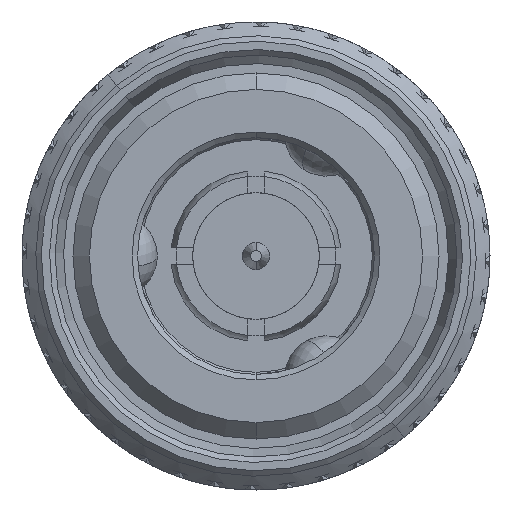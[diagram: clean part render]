
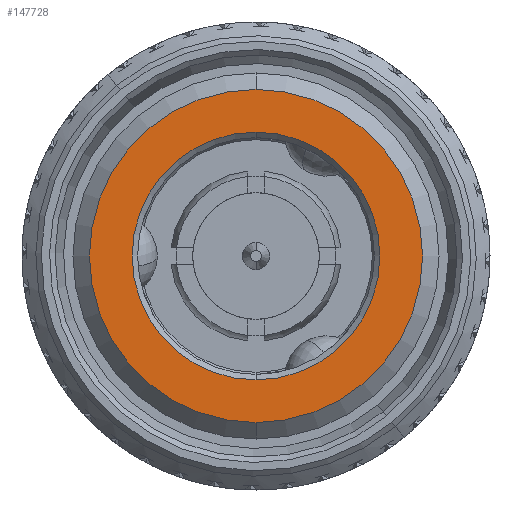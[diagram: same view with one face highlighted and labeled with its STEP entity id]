
A CAD part, left-side view. The second image highlights one B-rep face of the part: STEP entity #147728.
In plain terms, the highlighted planar face has unit normal (-1, 0, 0).
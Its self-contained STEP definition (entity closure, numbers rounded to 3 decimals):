
#1773 = DIRECTION ( 'NONE',  ( 1., 0., 0. ) ) ;
#10174 = AXIS2_PLACEMENT_3D ( 'NONE', #30248, #180996, #201048 ) ;
#16636 = EDGE_CURVE ( 'NONE', #69377, #115461, #214589, .T. ) ;
#19643 = CARTESIAN_POINT ( 'NONE',  ( 0., 0., 0. ) ) ;
#30248 = CARTESIAN_POINT ( 'NONE',  ( 0., 0., 0. ) ) ;
#30633 = AXIS2_PLACEMENT_3D ( 'NONE', #198099, #47362, #115422 ) ;
#30702 = EDGE_LOOP ( 'NONE', ( #134284, #126425 ) ) ;
#36447 = DIRECTION ( 'NONE',  ( 0., 0., 1. ) ) ;
#38576 = AXIS2_PLACEMENT_3D ( 'NONE', #19643, #1773, #36447 ) ;
#43508 = EDGE_CURVE ( 'NONE', #133355, #69348, #214331, .T. ) ;
#45170 = FACE_OUTER_BOUND ( 'NONE', #30702, .T. ) ;
#47362 = DIRECTION ( 'NONE',  ( -1., 0., 0. ) ) ;
#55783 = CARTESIAN_POINT ( 'NONE',  ( 0., 0., 2.25 ) ) ;
#60708 = ORIENTED_EDGE ( 'NONE', *, *, #195678, .T. ) ;
#63729 = CIRCLE ( 'NONE', #10174, 3.025 ) ;
#64448 = EDGE_LOOP ( 'NONE', ( #217135, #60708 ) ) ;
#69348 = VERTEX_POINT ( 'NONE', #122918 ) ;
#69377 = VERTEX_POINT ( 'NONE', #75968 ) ;
#75968 = CARTESIAN_POINT ( 'NONE',  ( 0., 0., -3.025 ) ) ;
#83501 = DIRECTION ( 'NONE',  ( -1., 0., 0. ) ) ;
#115422 = DIRECTION ( 'NONE',  ( 0., 0., 1. ) ) ;
#115461 = VERTEX_POINT ( 'NONE', #196798 ) ;
#118134 = CARTESIAN_POINT ( 'NONE',  ( 0., 0., 0. ) ) ;
#122918 = CARTESIAN_POINT ( 'NONE',  ( 0., 0., -2.25 ) ) ;
#124736 = DIRECTION ( 'NONE',  ( 1., 0., 0. ) ) ;
#126425 = ORIENTED_EDGE ( 'NONE', *, *, #204498, .T. ) ;
#127772 = FACE_BOUND ( 'NONE', #64448, .T. ) ;
#133355 = VERTEX_POINT ( 'NONE', #55783 ) ;
#134284 = ORIENTED_EDGE ( 'NONE', *, *, #16636, .T. ) ;
#135966 = DIRECTION ( 'NONE',  ( 0., 0., 1. ) ) ;
#147728 = ADVANCED_FACE ( 'NONE', ( #127772, #45170 ), #180259, .T. ) ;
#157422 = AXIS2_PLACEMENT_3D ( 'NONE', #118134, #83501, #135966 ) ;
#170467 = CIRCLE ( 'NONE', #38576, 2.25 ) ;
#180259 = PLANE ( 'NONE',  #30633 ) ;
#180996 = DIRECTION ( 'NONE',  ( -1., 0., 0. ) ) ;
#192851 = DIRECTION ( 'NONE',  ( 0., 0., 1. ) ) ;
#193939 = CARTESIAN_POINT ( 'NONE',  ( 0., 0., 0. ) ) ;
#195678 = EDGE_CURVE ( 'NONE', #69348, #133355, #170467, .T. ) ;
#196798 = CARTESIAN_POINT ( 'NONE',  ( 0., 0., 3.025 ) ) ;
#198099 = CARTESIAN_POINT ( 'NONE',  ( 0., 2.15, 0. ) ) ;
#201048 = DIRECTION ( 'NONE',  ( 0., 0., 1. ) ) ;
#204498 = EDGE_CURVE ( 'NONE', #115461, #69377, #63729, .T. ) ;
#207311 = AXIS2_PLACEMENT_3D ( 'NONE', #193939, #124736, #192851 ) ;
#214331 = CIRCLE ( 'NONE', #207311, 2.25 ) ;
#214589 = CIRCLE ( 'NONE', #157422, 3.025 ) ;
#217135 = ORIENTED_EDGE ( 'NONE', *, *, #43508, .T. ) ;
